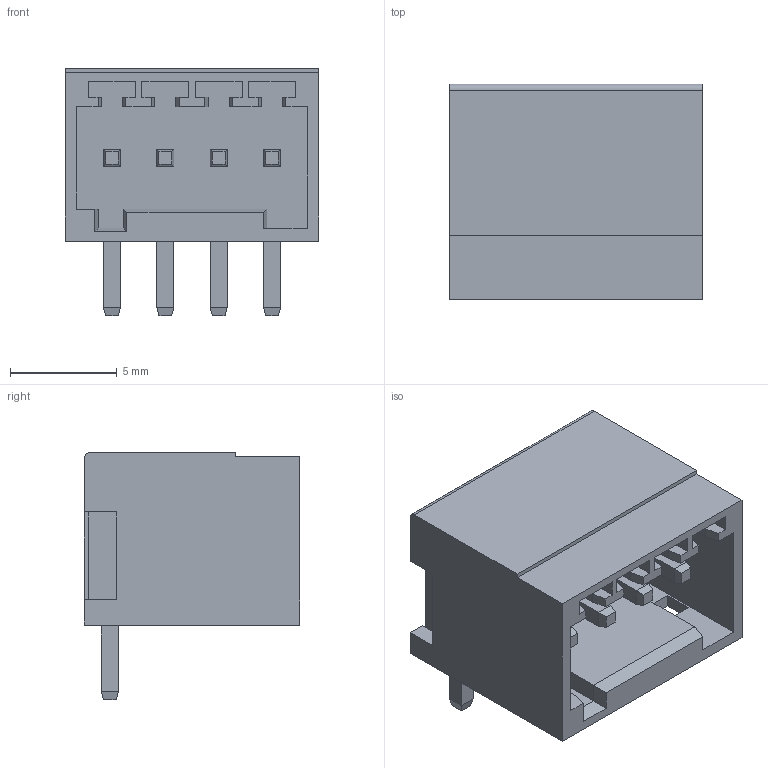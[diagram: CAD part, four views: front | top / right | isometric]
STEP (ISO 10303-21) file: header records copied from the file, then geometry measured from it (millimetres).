
FILE_DESCRIPTION(/* description */ (''),/* implementation_level */ '2;1');
FILE_NAME(/* name */ 'DORABO_DB2ERC-2.5-4P-GN v2.step',/* time_stamp */ '2024-04-11T15:30:46+01:00',/* author */ (''),/* organization */ (''),/* preprocessor_version */ 'ST-DEVELOPER v20',/* originating_system */ 'Autodesk Translation Framework v12.20.1.177',/* authorisation */ '');
FILE_SCHEMA (('AUTOMOTIVE_DESIGN { 1 0 10303 214 3 1 1 }'));
Length unit declared in the file: millimetre
Products named in the file (4): DORABO_DB2ERC-2.5-4P-GN; q3JW-CN1; CONN-TH_4P-P2.50_DB2ERC-2.5-4P-GN; COMPOUND
Assembly tree (3 placements, depth 4):
  DORABO_DB2ERC-2.5-4P-GN
    q3JW-CN1
      CONN-TH_4P-P2.50_DB2ERC-2.5-4P-GN
        COMPOUND
Bounding box: 11.9 x 10.1 x 11.6 mm (x, y, z)
Volume: 534.1 mm3; surface area: 1275.2 mm2
Topology: 5 solids, 5 shells, 245 faces, 658 edges, 426 vertices
Faces by surface type: plane 236, cylinder 9
Entity records: 7829 total; most frequent: CARTESIAN_POINT 1336, ORIENTED_EDGE 1316, DIRECTION 1180, EDGE_CURVE 658, LINE 640, VECTOR 640, VERTEX_POINT 426, AXIS2_PLACEMENT_3D 270
